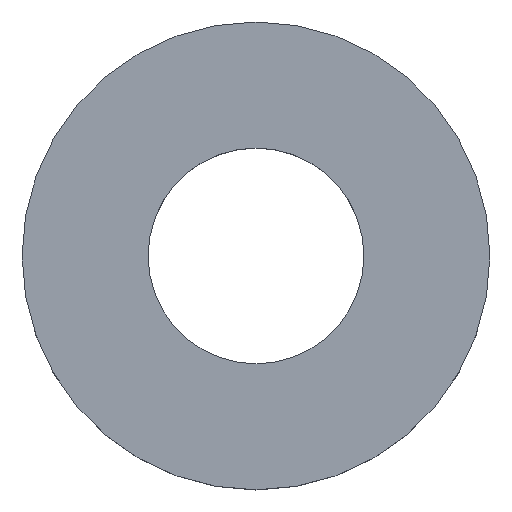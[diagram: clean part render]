
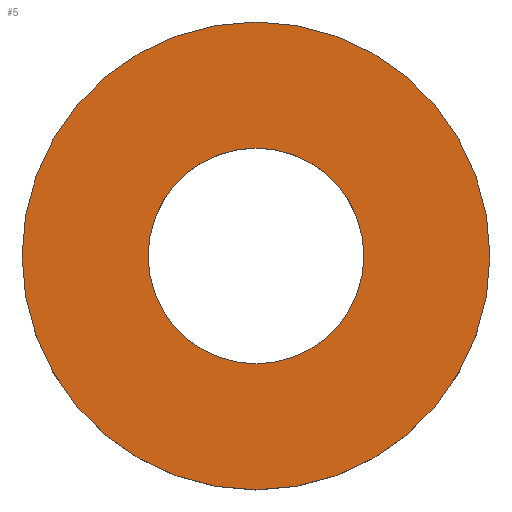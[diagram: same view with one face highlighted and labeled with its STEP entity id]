
A CAD part, top view. The second image highlights one B-rep face of the part: STEP entity #5.
In plain terms, the highlighted planar face has unit normal (0, 0, 1).
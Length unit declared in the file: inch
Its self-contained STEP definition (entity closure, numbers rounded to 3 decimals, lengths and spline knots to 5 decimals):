
#5 = ADVANCED_FACE ( 'NONE', ( #236, #14 ), #47, .T. ) ;
#7 = VERTEX_POINT ( 'NONE', #225 ) ;
#9 = CARTESIAN_POINT ( 'NONE',  ( 0.0865, 0., 0.03125 ) ) ;
#14 = FACE_BOUND ( 'NONE', #229, .T. ) ;
#31 = AXIS2_PLACEMENT_3D ( 'NONE', #75, #209, #132 ) ;
#33 = DIRECTION ( 'NONE',  ( 0., 0., 1. ) ) ;
#38 = ORIENTED_EDGE ( 'NONE', *, *, #40, .F. ) ;
#40 = EDGE_CURVE ( 'NONE', #194, #164, #214, .T. ) ;
#47 = PLANE ( 'NONE',  #31 ) ;
#50 = AXIS2_PLACEMENT_3D ( 'NONE', #204, #92, #60 ) ;
#58 = ORIENTED_EDGE ( 'NONE', *, *, #137, .F. ) ;
#60 = DIRECTION ( 'NONE',  ( 1., 0., 0. ) ) ;
#69 = AXIS2_PLACEMENT_3D ( 'NONE', #243, #33, #191 ) ;
#75 = CARTESIAN_POINT ( 'NONE',  ( 0., 0., 0.03125 ) ) ;
#79 = EDGE_LOOP ( 'NONE', ( #149, #235 ) ) ;
#86 = DIRECTION ( 'NONE',  ( 0., 0., 1. ) ) ;
#92 = DIRECTION ( 'NONE',  ( 0., 0., 1. ) ) ;
#104 = AXIS2_PLACEMENT_3D ( 'NONE', #122, #248, #157 ) ;
#121 = CIRCLE ( 'NONE', #69, 0.1875 ) ;
#122 = CARTESIAN_POINT ( 'NONE',  ( 0., 0., 0.03125 ) ) ;
#128 = CIRCLE ( 'NONE', #104, 0.1875 ) ;
#132 = DIRECTION ( 'NONE',  ( 1., 0., 0. ) ) ;
#137 = EDGE_CURVE ( 'NONE', #164, #194, #175, .T. ) ;
#143 = DIRECTION ( 'NONE',  ( 1., 0., 0. ) ) ;
#149 = ORIENTED_EDGE ( 'NONE', *, *, #189, .T. ) ;
#157 = DIRECTION ( 'NONE',  ( 1., 0., 0. ) ) ;
#164 = VERTEX_POINT ( 'NONE', #9 ) ;
#166 = EDGE_CURVE ( 'NONE', #219, #7, #121, .T. ) ;
#175 = CIRCLE ( 'NONE', #50, 0.0865 ) ;
#189 = EDGE_CURVE ( 'NONE', #7, #219, #128, .T. ) ;
#191 = DIRECTION ( 'NONE',  ( 1., 0., 0. ) ) ;
#194 = VERTEX_POINT ( 'NONE', #228 ) ;
#204 = CARTESIAN_POINT ( 'NONE',  ( 0., 0., 0.03125 ) ) ;
#209 = DIRECTION ( 'NONE',  ( 0., 0., 1. ) ) ;
#214 = CIRCLE ( 'NONE', #221, 0.0865 ) ;
#219 = VERTEX_POINT ( 'NONE', #222 ) ;
#221 = AXIS2_PLACEMENT_3D ( 'NONE', #233, #86, #143 ) ;
#222 = CARTESIAN_POINT ( 'NONE',  ( 0.1875, 0., 0.03125 ) ) ;
#225 = CARTESIAN_POINT ( 'NONE',  ( -0.1875, 0., 0.03125 ) ) ;
#228 = CARTESIAN_POINT ( 'NONE',  ( -0.0865, 0., 0.03125 ) ) ;
#229 = EDGE_LOOP ( 'NONE', ( #38, #58 ) ) ;
#233 = CARTESIAN_POINT ( 'NONE',  ( 0., 0., 0.03125 ) ) ;
#235 = ORIENTED_EDGE ( 'NONE', *, *, #166, .T. ) ;
#236 = FACE_OUTER_BOUND ( 'NONE', #79, .T. ) ;
#243 = CARTESIAN_POINT ( 'NONE',  ( 0., 0., 0.03125 ) ) ;
#248 = DIRECTION ( 'NONE',  ( 0., 0., 1. ) ) ;
